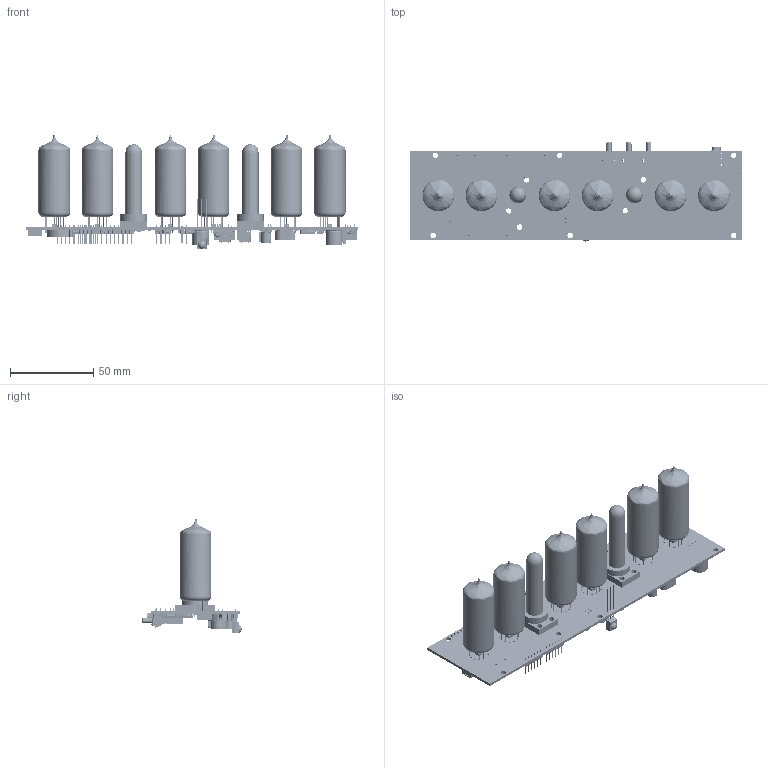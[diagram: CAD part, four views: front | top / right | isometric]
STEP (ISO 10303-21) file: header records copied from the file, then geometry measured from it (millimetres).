
FILE_DESCRIPTION(('Open CASCADE Model'),'2;1');
FILE_NAME('Open CASCADE Shape Model','2017-07-10T15:11:03',('Author'),( 'Open CASCADE'),'Open CASCADE STEP processor 6.8','Open CASCADE 6.8' ,'Unknown');
FILE_SCHEMA(('AUTOMOTIVE_DESIGN { 1 0 10303 214 1 1 1 1 }'));
Length unit declared in the file: millimetre
Products named in the file (190): PCB; Board; TEM1; Socket_B3B-PH-K-S(LF)(SN); LS1; JST_B2B-PH-K-S; GPS1-1; sj-43614-smt; DG3; PLS-1; ExUP; ExMODE; ExDOWN; R25; User_Library-Chip_Resistor2; R26; R24; R12; R6; R5; R4; R3; R2; R1; NX6; in-14(body); R7; R8; U3; 28-SOIC; U2; U1; T4; SOT-23-3; T3; PWR1; DG2; DG1; AN1; R34 ...
Assembly tree (317 placements, depth 4):
  PCB
    Board
    TEM1
      Socket_B3B-PH-K-S(LF)(SN)
    LS1
      JST_B2B-PH-K-S
    GPS1-1
      sj-43614-smt
      sj-43614-smt
      sj-43614-smt
      sj-43614-smt
      sj-43614-smt
    DG3
      PLS-1  x4
    ExUP
      JST_B2B-PH-K-S
    ExMODE
      JST_B2B-PH-K-S
    ExDOWN
      JST_B2B-PH-K-S
    R25
      User_Library-Chip_Resistor2
    R26
      User_Library-Chip_Resistor2
    R24
      User_Library-Chip_Resistor2
    R12
      User_Library-Chip_Resistor2
    R6
      User_Library-Chip_Resistor2
    R5
      User_Library-Chip_Resistor2
    R4
      User_Library-Chip_Resistor2
    R3
      User_Library-Chip_Resistor2
    R2
      User_Library-Chip_Resistor2
    R1
      User_Library-Chip_Resistor2
    NX6
      in-14(body)
    R7
      User_Library-Chip_Resistor2
    R8
      User_Library-Chip_Resistor2
    U3
      28-SOIC
    U2
      28-SOIC
    U1
      28-SOIC
    T4
      SOT-23-3
    T3
      SOT-23-3
    PWR1
      PLS-1  x6
    DG2
      PLS-1  x8
Bounding box: 200 x 59.73 x 69.2 mm (x, y, z)
Volume: 104105.8 mm3; surface area: 65765.3 mm2
Topology: 212 solids, 216 shells, 11743 faces, 29431 edges, 17819 vertices
Faces by surface type: plane 6794, cylinder 3424, bspline 904, sphere 545, cone 40, torus 34, revolution 2
Full cylindrical faces by diameter (mm): 0.9 x145, 1.1 x7, 1.3 x12, 1.4 x1, 1.5 x2, 3.3 x11
Entity records: 191987 total; most frequent: CARTESIAN_POINT 47263, ORIENTED_EDGE 26169, DIRECTION 24010, EDGE_CURVE 13108, LINE 9018, VECTOR 9018, VERTEX_POINT 8517, AXIS2_PLACEMENT_3D 7495
